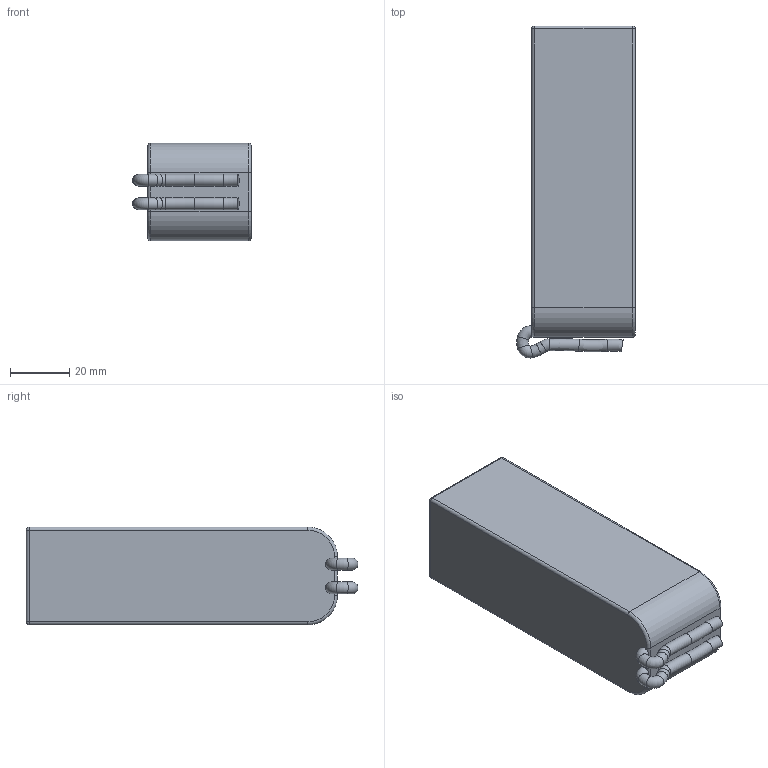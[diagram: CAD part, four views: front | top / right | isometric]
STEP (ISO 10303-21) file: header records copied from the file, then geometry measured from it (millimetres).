
FILE_DESCRIPTION(/* description */ ('TP1300-4SPR45'),/* implementation_level */ '2;1');
FILE_NAME(/* name */ 'Battery4S_ipt_74cb9f69.STEP',/* time_stamp */ '2021-11-25T11:14:50-03:00',/* author */ ('rYan'),/* organization */ (''),/* preprocessor_version */ 'ST-DEVELOPER v18.1',/* originating_system */ 'Autodesk Inventor 2020',/* authorisation */ '');
FILE_SCHEMA (('AUTOMOTIVE_DESIGN { 1 0 10303 214 3 1 1 }'));
Length unit declared in the file: millimetre
Products named in the file (1): Battery4S
Bounding box: 40.06 x 111.93 x 33 mm (x, y, z)
Volume: 120691.7 mm3; surface area: 17000.6 mm2
Topology: 1 solids, 1 shells, 48 faces, 122 edges, 76 vertices
Faces by surface type: torus 22, cylinder 12, plane 10, sphere 4
Entity records: 1569 total; most frequent: DIRECTION 314, CARTESIAN_POINT 247, ORIENTED_EDGE 244, AXIS2_PLACEMENT_3D 143, EDGE_CURVE 122, CIRCLE 94, VERTEX_POINT 76, FACE_OUTER_BOUND 48
